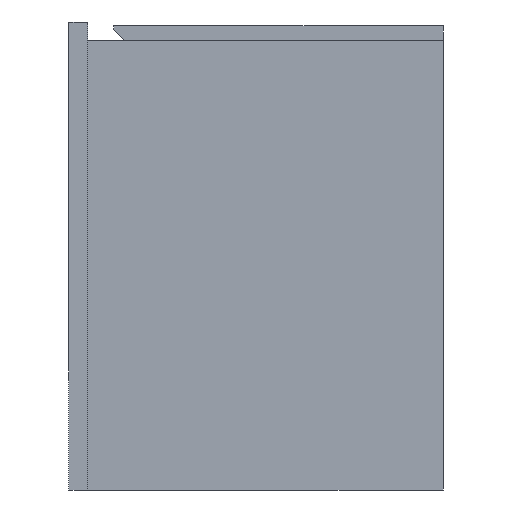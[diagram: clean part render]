
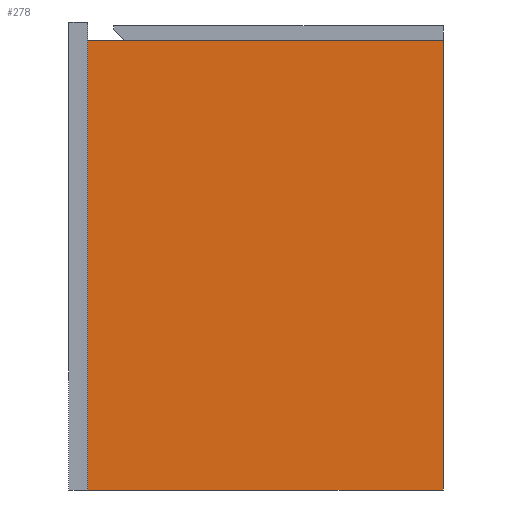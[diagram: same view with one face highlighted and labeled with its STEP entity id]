
A CAD part, left-side view. The second image highlights one B-rep face of the part: STEP entity #278.
In plain terms, the highlighted planar face has unit normal (-1, 0, 0).
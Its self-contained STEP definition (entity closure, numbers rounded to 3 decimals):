
#1 = VECTOR ( 'NONE', #2554, 1000. ) ;
#55 = VERTEX_POINT ( 'NONE', #2750 ) ;
#120 = ORIENTED_EDGE ( 'NONE', *, *, #263, .F. ) ;
#205 = CARTESIAN_POINT ( 'NONE',  ( -294., 190., 0. ) ) ;
#221 = VERTEX_POINT ( 'NONE', #495 ) ;
#238 = DIRECTION ( 'NONE',  ( 0., -1., 0. ) ) ;
#263 = EDGE_CURVE ( 'NONE', #3717, #665, #389, .T. ) ;
#278 = ADVANCED_FACE ( 'NONE', ( #2257 ), #1087, .T. ) ;
#303 = DIRECTION ( 'NONE',  ( 0., 0., -1. ) ) ;
#389 = LINE ( 'NONE', #205, #1 ) ;
#495 = CARTESIAN_POINT ( 'NONE',  ( -294., 190., 480. ) ) ;
#665 = VERTEX_POINT ( 'NONE', #1488 ) ;
#938 = VECTOR ( 'NONE', #3527, 1000. ) ;
#1087 = PLANE ( 'NONE',  #1175 ) ;
#1138 = CARTESIAN_POINT ( 'NONE',  ( -294., 190., 480. ) ) ;
#1175 = AXIS2_PLACEMENT_3D ( 'NONE', #1393, #3759, #238 ) ;
#1310 = ORIENTED_EDGE ( 'NONE', *, *, #3573, .T. ) ;
#1393 = CARTESIAN_POINT ( 'NONE',  ( -294., 190., 480. ) ) ;
#1487 = CARTESIAN_POINT ( 'NONE',  ( -294., -190., 480. ) ) ;
#1488 = CARTESIAN_POINT ( 'NONE',  ( -294., 190., 0. ) ) ;
#1601 = VECTOR ( 'NONE', #2706, 1000. ) ;
#2257 = FACE_OUTER_BOUND ( 'NONE', #2470, .T. ) ;
#2292 = VECTOR ( 'NONE', #303, 1000. ) ;
#2374 = CARTESIAN_POINT ( 'NONE',  ( -294., 190., 480. ) ) ;
#2470 = EDGE_LOOP ( 'NONE', ( #120, #3297, #1310, #3374 ) ) ;
#2509 = CARTESIAN_POINT ( 'NONE',  ( -294., -190., 0. ) ) ;
#2554 = DIRECTION ( 'NONE',  ( 0., 1., 0. ) ) ;
#2570 = LINE ( 'NONE', #1487, #1601 ) ;
#2609 = EDGE_CURVE ( 'NONE', #221, #665, #3597, .T. ) ;
#2706 = DIRECTION ( 'NONE',  ( 0., 0., -1. ) ) ;
#2750 = CARTESIAN_POINT ( 'NONE',  ( -294., -190., 480. ) ) ;
#2792 = EDGE_CURVE ( 'NONE', #55, #3717, #2570, .T. ) ;
#3227 = LINE ( 'NONE', #2374, #938 ) ;
#3297 = ORIENTED_EDGE ( 'NONE', *, *, #2792, .F. ) ;
#3374 = ORIENTED_EDGE ( 'NONE', *, *, #2609, .T. ) ;
#3527 = DIRECTION ( 'NONE',  ( 0., 1., 0. ) ) ;
#3573 = EDGE_CURVE ( 'NONE', #55, #221, #3227, .T. ) ;
#3597 = LINE ( 'NONE', #1138, #2292 ) ;
#3717 = VERTEX_POINT ( 'NONE', #2509 ) ;
#3759 = DIRECTION ( 'NONE',  ( -1., 0., 0. ) ) ;
